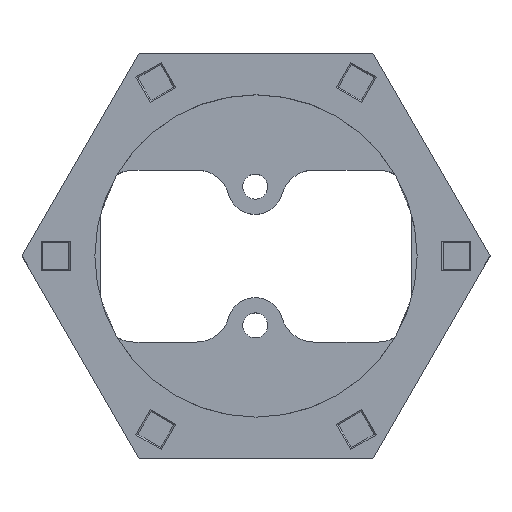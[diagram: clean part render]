
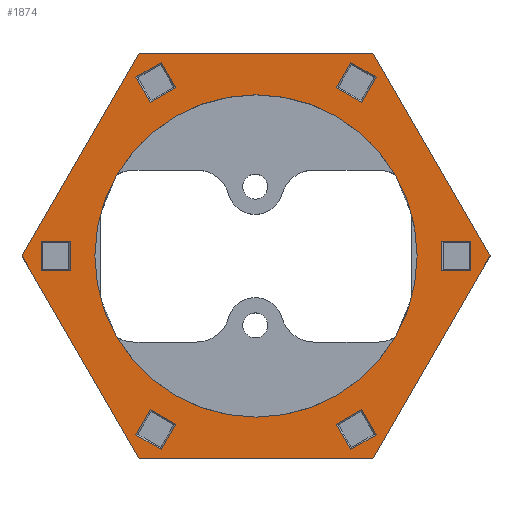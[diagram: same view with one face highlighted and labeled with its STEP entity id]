
A CAD part, top view. The second image highlights one B-rep face of the part: STEP entity #1874.
In plain terms, the highlighted planar face has unit normal (0, 0, 1).
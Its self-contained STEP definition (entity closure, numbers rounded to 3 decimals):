
#37=FACE_BOUND('',#283,.T.);
#38=FACE_BOUND('',#284,.T.);
#39=FACE_BOUND('',#285,.T.);
#40=FACE_BOUND('',#286,.T.);
#41=FACE_BOUND('',#287,.T.);
#42=FACE_BOUND('',#288,.T.);
#43=FACE_BOUND('',#289,.T.);
#66=CIRCLE('',#2012,29.05);
#175=FACE_OUTER_BOUND('',#282,.T.);
#282=EDGE_LOOP('',(#1483,#1484,#1485,#1486,#1487,#1488));
#283=EDGE_LOOP('',(#1489,#1490,#1491,#1492));
#284=EDGE_LOOP('',(#1493,#1494,#1495,#1496));
#285=EDGE_LOOP('',(#1497,#1498,#1499,#1500));
#286=EDGE_LOOP('',(#1501,#1502,#1503,#1504));
#287=EDGE_LOOP('',(#1505,#1506,#1507,#1508));
#288=EDGE_LOOP('',(#1509,#1510,#1511,#1512));
#289=EDGE_LOOP('',(#1513));
#332=LINE('',#2633,#541);
#338=LINE('',#2646,#547);
#340=LINE('',#2649,#549);
#342=LINE('',#2652,#551);
#352=LINE('',#2674,#561);
#358=LINE('',#2687,#567);
#360=LINE('',#2690,#569);
#362=LINE('',#2693,#571);
#372=LINE('',#2715,#581);
#378=LINE('',#2728,#587);
#380=LINE('',#2731,#589);
#382=LINE('',#2734,#591);
#392=LINE('',#2756,#601);
#398=LINE('',#2769,#607);
#400=LINE('',#2772,#609);
#402=LINE('',#2775,#611);
#412=LINE('',#2797,#621);
#418=LINE('',#2810,#627);
#420=LINE('',#2813,#629);
#422=LINE('',#2816,#631);
#432=LINE('',#2838,#641);
#438=LINE('',#2851,#647);
#440=LINE('',#2854,#649);
#442=LINE('',#2857,#651);
#463=LINE('',#2917,#672);
#465=LINE('',#2921,#674);
#467=LINE('',#2925,#676);
#469=LINE('',#2929,#678);
#471=LINE('',#2933,#680);
#473=LINE('',#2936,#682);
#541=VECTOR('',#2094,10.);
#547=VECTOR('',#2102,10.);
#549=VECTOR('',#2106,10.);
#551=VECTOR('',#2110,10.);
#561=VECTOR('',#2132,10.);
#567=VECTOR('',#2140,10.);
#569=VECTOR('',#2144,10.);
#571=VECTOR('',#2148,10.);
#581=VECTOR('',#2170,10.);
#587=VECTOR('',#2178,10.);
#589=VECTOR('',#2182,10.);
#591=VECTOR('',#2186,10.);
#601=VECTOR('',#2208,10.);
#607=VECTOR('',#2216,10.);
#609=VECTOR('',#2220,10.);
#611=VECTOR('',#2224,10.);
#621=VECTOR('',#2246,10.);
#627=VECTOR('',#2254,10.);
#629=VECTOR('',#2258,10.);
#631=VECTOR('',#2262,10.);
#641=VECTOR('',#2284,10.);
#647=VECTOR('',#2292,10.);
#649=VECTOR('',#2296,10.);
#651=VECTOR('',#2300,10.);
#672=VECTOR('',#2351,10.);
#674=VECTOR('',#2355,10.);
#676=VECTOR('',#2359,10.);
#678=VECTOR('',#2363,10.);
#680=VECTOR('',#2367,10.);
#682=VECTOR('',#2371,10.);
#750=VERTEX_POINT('',#2631);
#751=VERTEX_POINT('',#2632);
#756=VERTEX_POINT('',#2643);
#757=VERTEX_POINT('',#2645);
#762=VERTEX_POINT('',#2672);
#763=VERTEX_POINT('',#2673);
#768=VERTEX_POINT('',#2684);
#769=VERTEX_POINT('',#2686);
#774=VERTEX_POINT('',#2713);
#775=VERTEX_POINT('',#2714);
#780=VERTEX_POINT('',#2725);
#781=VERTEX_POINT('',#2727);
#786=VERTEX_POINT('',#2754);
#787=VERTEX_POINT('',#2755);
#792=VERTEX_POINT('',#2766);
#793=VERTEX_POINT('',#2768);
#798=VERTEX_POINT('',#2795);
#799=VERTEX_POINT('',#2796);
#804=VERTEX_POINT('',#2807);
#805=VERTEX_POINT('',#2809);
#810=VERTEX_POINT('',#2836);
#811=VERTEX_POINT('',#2837);
#816=VERTEX_POINT('',#2848);
#817=VERTEX_POINT('',#2850);
#840=VERTEX_POINT('',#2914);
#841=VERTEX_POINT('',#2916);
#842=VERTEX_POINT('',#2920);
#843=VERTEX_POINT('',#2924);
#844=VERTEX_POINT('',#2928);
#845=VERTEX_POINT('',#2932);
#861=VERTEX_POINT('',#2983);
#920=EDGE_CURVE('',#750,#751,#332,.T.);
#926=EDGE_CURVE('',#756,#757,#338,.T.);
#928=EDGE_CURVE('',#751,#756,#340,.T.);
#930=EDGE_CURVE('',#757,#750,#342,.T.);
#940=EDGE_CURVE('',#762,#763,#352,.T.);
#946=EDGE_CURVE('',#768,#769,#358,.T.);
#948=EDGE_CURVE('',#763,#768,#360,.T.);
#950=EDGE_CURVE('',#769,#762,#362,.T.);
#960=EDGE_CURVE('',#774,#775,#372,.T.);
#966=EDGE_CURVE('',#780,#781,#378,.T.);
#968=EDGE_CURVE('',#775,#780,#380,.T.);
#970=EDGE_CURVE('',#781,#774,#382,.T.);
#980=EDGE_CURVE('',#786,#787,#392,.T.);
#986=EDGE_CURVE('',#792,#793,#398,.T.);
#988=EDGE_CURVE('',#787,#792,#400,.T.);
#990=EDGE_CURVE('',#793,#786,#402,.T.);
#1000=EDGE_CURVE('',#798,#799,#412,.T.);
#1006=EDGE_CURVE('',#804,#805,#418,.T.);
#1008=EDGE_CURVE('',#799,#804,#420,.T.);
#1010=EDGE_CURVE('',#805,#798,#422,.T.);
#1020=EDGE_CURVE('',#810,#811,#432,.T.);
#1026=EDGE_CURVE('',#816,#817,#438,.T.);
#1028=EDGE_CURVE('',#811,#816,#440,.T.);
#1030=EDGE_CURVE('',#817,#810,#442,.T.);
#1059=EDGE_CURVE('',#841,#840,#463,.T.);
#1061=EDGE_CURVE('',#842,#841,#465,.T.);
#1063=EDGE_CURVE('',#843,#842,#467,.T.);
#1065=EDGE_CURVE('',#844,#843,#469,.T.);
#1067=EDGE_CURVE('',#845,#844,#471,.T.);
#1069=EDGE_CURVE('',#840,#845,#473,.T.);
#1093=EDGE_CURVE('',#861,#861,#66,.T.);
#1483=ORIENTED_EDGE('',*,*,#1069,.T.);
#1484=ORIENTED_EDGE('',*,*,#1067,.T.);
#1485=ORIENTED_EDGE('',*,*,#1065,.T.);
#1486=ORIENTED_EDGE('',*,*,#1063,.T.);
#1487=ORIENTED_EDGE('',*,*,#1061,.T.);
#1488=ORIENTED_EDGE('',*,*,#1059,.T.);
#1489=ORIENTED_EDGE('',*,*,#926,.F.);
#1490=ORIENTED_EDGE('',*,*,#928,.F.);
#1491=ORIENTED_EDGE('',*,*,#920,.F.);
#1492=ORIENTED_EDGE('',*,*,#930,.F.);
#1493=ORIENTED_EDGE('',*,*,#966,.F.);
#1494=ORIENTED_EDGE('',*,*,#968,.F.);
#1495=ORIENTED_EDGE('',*,*,#960,.F.);
#1496=ORIENTED_EDGE('',*,*,#970,.F.);
#1497=ORIENTED_EDGE('',*,*,#1006,.F.);
#1498=ORIENTED_EDGE('',*,*,#1008,.F.);
#1499=ORIENTED_EDGE('',*,*,#1000,.F.);
#1500=ORIENTED_EDGE('',*,*,#1010,.F.);
#1501=ORIENTED_EDGE('',*,*,#1026,.F.);
#1502=ORIENTED_EDGE('',*,*,#1028,.F.);
#1503=ORIENTED_EDGE('',*,*,#1020,.F.);
#1504=ORIENTED_EDGE('',*,*,#1030,.F.);
#1505=ORIENTED_EDGE('',*,*,#986,.F.);
#1506=ORIENTED_EDGE('',*,*,#988,.F.);
#1507=ORIENTED_EDGE('',*,*,#980,.F.);
#1508=ORIENTED_EDGE('',*,*,#990,.F.);
#1509=ORIENTED_EDGE('',*,*,#946,.F.);
#1510=ORIENTED_EDGE('',*,*,#948,.F.);
#1511=ORIENTED_EDGE('',*,*,#940,.F.);
#1512=ORIENTED_EDGE('',*,*,#950,.F.);
#1513=ORIENTED_EDGE('',*,*,#1093,.T.);
#1783=PLANE('',#2011);
#1874=ADVANCED_FACE('',(#175,#37,#38,#39,#40,#41,#42,#43),#1783,.T.);
#2011=AXIS2_PLACEMENT_3D('',#2982,#2418,#2419);
#2012=AXIS2_PLACEMENT_3D('',#2984,#2420,#2421);
#2094=DIRECTION('',(-0.866,0.5,0.));
#2102=DIRECTION('',(0.866,-0.5,0.));
#2106=DIRECTION('',(-0.5,-0.866,0.));
#2110=DIRECTION('',(0.5,0.866,0.));
#2132=DIRECTION('',(0.,1.,0.));
#2140=DIRECTION('',(0.,-1.,0.));
#2144=DIRECTION('',(-1.,0.,0.));
#2148=DIRECTION('',(1.,0.,0.));
#2170=DIRECTION('',(0.866,0.5,0.));
#2178=DIRECTION('',(-0.866,-0.5,0.));
#2182=DIRECTION('',(-0.5,0.866,0.));
#2186=DIRECTION('',(0.5,-0.866,0.));
#2208=DIRECTION('',(0.866,-0.5,0.));
#2216=DIRECTION('',(-0.866,0.5,0.));
#2220=DIRECTION('',(0.5,0.866,0.));
#2224=DIRECTION('',(-0.5,-0.866,0.));
#2246=DIRECTION('',(0.,-1.,0.));
#2254=DIRECTION('',(0.,1.,0.));
#2258=DIRECTION('',(1.,0.,0.));
#2262=DIRECTION('',(-1.,0.,0.));
#2284=DIRECTION('',(-0.866,-0.5,0.));
#2292=DIRECTION('',(0.866,0.5,0.));
#2296=DIRECTION('',(0.5,-0.866,0.));
#2300=DIRECTION('',(-0.5,0.866,0.));
#2351=DIRECTION('',(-1.,0.,0.));
#2355=DIRECTION('',(-0.5,0.866,0.));
#2359=DIRECTION('',(0.5,0.866,0.));
#2363=DIRECTION('',(1.,0.,0.));
#2367=DIRECTION('',(0.5,-0.866,0.));
#2371=DIRECTION('',(-0.5,-0.866,0.));
#2418=DIRECTION('center_axis',(0.,0.,1.));
#2419=DIRECTION('ref_axis',(1.,0.,0.));
#2420=DIRECTION('center_axis',(0.,0.,-1.));
#2421=DIRECTION('ref_axis',(1.,0.,0.));
#2631=CARTESIAN_POINT('',(21.648,32.246,16.5));
#2632=CARTESIAN_POINT('',(17.102,34.871,16.5));
#2633=CARTESIAN_POINT('',(20.403,32.965,16.5));
#2643=CARTESIAN_POINT('',(14.477,30.324,16.5));
#2645=CARTESIAN_POINT('',(19.023,27.699,16.5));
#2646=CARTESIAN_POINT('',(15.722,29.606,16.5));
#2649=CARTESIAN_POINT('',(7.352,17.983,16.5));
#2652=CARTESIAN_POINT('',(10.711,13.302,16.5));
#2672=CARTESIAN_POINT('',(38.75,-2.625,16.5));
#2673=CARTESIAN_POINT('',(38.75,2.625,16.5));
#2674=CARTESIAN_POINT('',(38.75,-1.188,16.5));
#2684=CARTESIAN_POINT('',(33.5,2.625,16.5));
#2686=CARTESIAN_POINT('',(33.5,-2.625,16.5));
#2687=CARTESIAN_POINT('',(33.5,1.187,16.5));
#2690=CARTESIAN_POINT('',(19.25,2.625,16.5));
#2693=CARTESIAN_POINT('',(16.875,-2.625,16.5));
#2713=CARTESIAN_POINT('',(17.102,-34.871,16.5));
#2714=CARTESIAN_POINT('',(21.648,-32.246,16.5));
#2715=CARTESIAN_POINT('',(18.347,-34.152,16.5));
#2725=CARTESIAN_POINT('',(19.023,-27.699,16.5));
#2727=CARTESIAN_POINT('',(14.477,-30.324,16.5));
#2728=CARTESIAN_POINT('',(17.778,-28.418,16.5));
#2731=CARTESIAN_POINT('',(11.898,-15.358,16.5));
#2734=CARTESIAN_POINT('',(6.164,-15.927,16.5));
#2754=CARTESIAN_POINT('',(-21.648,-32.246,16.5));
#2755=CARTESIAN_POINT('',(-17.102,-34.871,16.5));
#2756=CARTESIAN_POINT('',(-20.403,-32.965,16.5));
#2766=CARTESIAN_POINT('',(-14.477,-30.324,16.5));
#2768=CARTESIAN_POINT('',(-19.023,-27.699,16.5));
#2769=CARTESIAN_POINT('',(-15.722,-29.606,16.5));
#2772=CARTESIAN_POINT('',(-7.352,-17.983,16.5));
#2775=CARTESIAN_POINT('',(-10.711,-13.302,16.5));
#2795=CARTESIAN_POINT('',(-38.75,2.625,16.5));
#2796=CARTESIAN_POINT('',(-38.75,-2.625,16.5));
#2797=CARTESIAN_POINT('',(-38.75,1.188,16.5));
#2807=CARTESIAN_POINT('',(-33.5,-2.625,16.5));
#2809=CARTESIAN_POINT('',(-33.5,2.625,16.5));
#2810=CARTESIAN_POINT('',(-33.5,-1.187,16.5));
#2813=CARTESIAN_POINT('',(-19.25,-2.625,16.5));
#2816=CARTESIAN_POINT('',(-16.875,2.625,16.5));
#2836=CARTESIAN_POINT('',(-17.102,34.871,16.5));
#2837=CARTESIAN_POINT('',(-21.648,32.246,16.5));
#2838=CARTESIAN_POINT('',(-18.347,34.152,16.5));
#2848=CARTESIAN_POINT('',(-19.023,27.699,16.5));
#2850=CARTESIAN_POINT('',(-14.477,30.324,16.5));
#2851=CARTESIAN_POINT('',(-17.778,28.418,16.5));
#2854=CARTESIAN_POINT('',(-11.898,15.358,16.5));
#2857=CARTESIAN_POINT('',(-6.164,15.927,16.5));
#2914=CARTESIAN_POINT('',(-21.09,36.529,16.5));
#2916=CARTESIAN_POINT('',(21.09,36.529,16.5));
#2917=CARTESIAN_POINT('',(21.09,36.529,16.5));
#2920=CARTESIAN_POINT('',(42.181,0.,16.5));
#2921=CARTESIAN_POINT('',(42.181,0.,16.5));
#2924=CARTESIAN_POINT('',(21.09,-36.529,16.5));
#2925=CARTESIAN_POINT('',(21.09,-36.529,16.5));
#2928=CARTESIAN_POINT('',(-21.09,-36.529,16.5));
#2929=CARTESIAN_POINT('',(-21.09,-36.529,16.5));
#2932=CARTESIAN_POINT('',(-42.181,0.,16.5));
#2933=CARTESIAN_POINT('',(-42.181,0.,16.5));
#2936=CARTESIAN_POINT('',(-21.09,36.529,16.5));
#2982=CARTESIAN_POINT('Origin',(0.,0.,16.5));
#2983=CARTESIAN_POINT('',(-29.05,0.,16.5));
#2984=CARTESIAN_POINT('Origin',(0.,0.,16.5));
